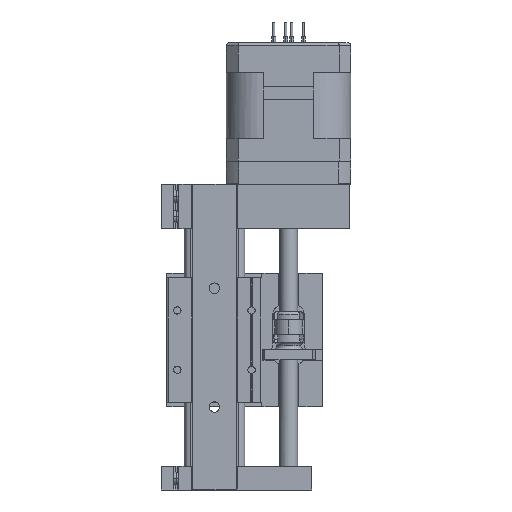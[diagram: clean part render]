
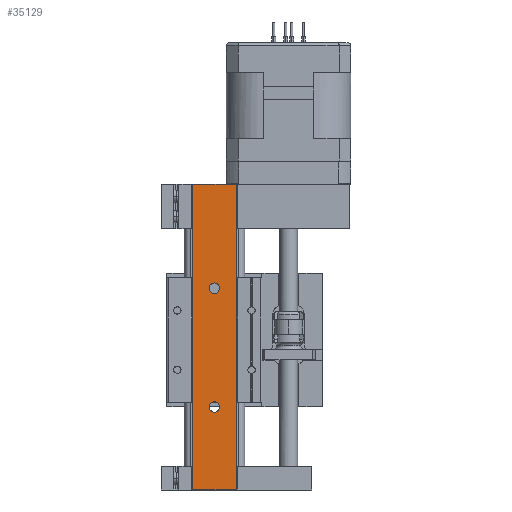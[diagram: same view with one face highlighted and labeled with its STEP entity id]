
A CAD part, front view. The second image highlights one B-rep face of the part: STEP entity #35129.
In plain terms, the highlighted planar face has unit normal (0, -1, 0).
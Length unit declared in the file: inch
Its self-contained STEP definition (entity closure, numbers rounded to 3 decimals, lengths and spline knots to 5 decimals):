
#2028 = VERTEX_POINT ( 'NONE', #21911 ) ;
#2832 = EDGE_CURVE ( 'NONE', #9881, #50162, #50610, .T. ) ;
#4816 = CARTESIAN_POINT ( 'NONE',  ( 0., 0., -1.378 ) ) ;
#5909 = EDGE_CURVE ( 'NONE', #20163, #13186, #6410, .T. ) ;
#6210 = LINE ( 'NONE', #30186, #29470 ) ;
#6410 = LINE ( 'NONE', #12332, #28304 ) ;
#7037 = ORIENTED_EDGE ( 'NONE', *, *, #33975, .T. ) ;
#7434 = AXIS2_PLACEMENT_3D ( 'NONE', #21368, #40330, #16725 ) ;
#7607 = EDGE_CURVE ( 'NONE', #2028, #20163, #6210, .T. ) ;
#7624 = ORIENTED_EDGE ( 'NONE', *, *, #40656, .T. ) ;
#7832 = AXIS2_PLACEMENT_3D ( 'NONE', #4816, #50772, #60732 ) ;
#8424 = AXIS2_PLACEMENT_3D ( 'NONE', #13841, #32775, #51656 ) ;
#9881 = VERTEX_POINT ( 'NONE', #13411 ) ;
#11705 = EDGE_LOOP ( 'NONE', ( #38898, #7624 ) ) ;
#12332 = CARTESIAN_POINT ( 'NONE',  ( -0.29079, 0., 0. ) ) ;
#13007 = AXIS2_PLACEMENT_3D ( 'NONE', #40905, #44680, #44039 ) ;
#13186 = VERTEX_POINT ( 'NONE', #33556 ) ;
#13411 = CARTESIAN_POINT ( 'NONE',  ( 0., 0., -1.3091 ) ) ;
#13841 = CARTESIAN_POINT ( 'NONE',  ( 0., 0., -2.9528 ) ) ;
#14183 = AXIS2_PLACEMENT_3D ( 'NONE', #28660, #38574, #24555 ) ;
#15303 = DIRECTION ( 'NONE',  ( 0., 0., 1. ) ) ;
#16145 = CIRCLE ( 'NONE', #14183, 0.0689 ) ;
#16264 = ORIENTED_EDGE ( 'NONE', *, *, #43114, .T. ) ;
#16725 = DIRECTION ( 'NONE',  ( 0., 0., -1. ) ) ;
#17682 = CARTESIAN_POINT ( 'NONE',  ( 0., 0., -1.4469 ) ) ;
#17809 = CARTESIAN_POINT ( 'NONE',  ( 0., 0., -3.0217 ) ) ;
#18261 = ORIENTED_EDGE ( 'NONE', *, *, #59523, .T. ) ;
#20163 = VERTEX_POINT ( 'NONE', #22529 ) ;
#20324 = EDGE_LOOP ( 'NONE', ( #7037, #49118 ) ) ;
#21368 = CARTESIAN_POINT ( 'NONE',  ( -0.29079, 0., -4.055 ) ) ;
#21911 = CARTESIAN_POINT ( 'NONE',  ( -0.29079, 0., -4.055 ) ) ;
#22358 = DIRECTION ( 'NONE',  ( 1., 0., 0. ) ) ;
#22529 = CARTESIAN_POINT ( 'NONE',  ( -0.29079, 0., 0. ) ) ;
#24555 = DIRECTION ( 'NONE',  ( 0., 0., 1. ) ) ;
#25162 = DIRECTION ( 'NONE',  ( 0., 0., 1. ) ) ;
#26614 = EDGE_CURVE ( 'NONE', #46820, #31350, #45119, .T. ) ;
#27331 = VERTEX_POINT ( 'NONE', #55429 ) ;
#28304 = VECTOR ( 'NONE', #44600, 39.37008 ) ;
#28660 = CARTESIAN_POINT ( 'NONE',  ( 0., 0., -2.9528 ) ) ;
#29470 = VECTOR ( 'NONE', #25162, 39.37008 ) ;
#30186 = CARTESIAN_POINT ( 'NONE',  ( -0.29079, 0., -4.055 ) ) ;
#31350 = VERTEX_POINT ( 'NONE', #41897 ) ;
#32666 = CIRCLE ( 'NONE', #7832, 0.0689 ) ;
#32775 = DIRECTION ( 'NONE',  ( 0., 1., 0. ) ) ;
#33556 = CARTESIAN_POINT ( 'NONE',  ( 0.29079, 0., 0. ) ) ;
#33975 = EDGE_CURVE ( 'NONE', #31350, #46820, #16145, .T. ) ;
#34535 = LINE ( 'NONE', #39814, #58103 ) ;
#35129 = ADVANCED_FACE ( 'NONE', ( #56767, #52117, #42500 ), #47761, .T. ) ;
#35426 = LINE ( 'NONE', #51491, #60375 ) ;
#36293 = ORIENTED_EDGE ( 'NONE', *, *, #7607, .F. ) ;
#38574 = DIRECTION ( 'NONE',  ( 0., 1., 0. ) ) ;
#38898 = ORIENTED_EDGE ( 'NONE', *, *, #2832, .T. ) ;
#39709 = ORIENTED_EDGE ( 'NONE', *, *, #5909, .F. ) ;
#39814 = CARTESIAN_POINT ( 'NONE',  ( 0.29079, 0., -4.055 ) ) ;
#40330 = DIRECTION ( 'NONE',  ( 0., -1., 0. ) ) ;
#40656 = EDGE_CURVE ( 'NONE', #50162, #9881, #32666, .T. ) ;
#40905 = CARTESIAN_POINT ( 'NONE',  ( 0., 0., -1.378 ) ) ;
#41897 = CARTESIAN_POINT ( 'NONE',  ( 0., 0., -2.88391 ) ) ;
#42500 = FACE_OUTER_BOUND ( 'NONE', #48271, .T. ) ;
#43114 = EDGE_CURVE ( 'NONE', #2028, #27331, #35426, .T. ) ;
#44039 = DIRECTION ( 'NONE',  ( 0., 0., 1. ) ) ;
#44600 = DIRECTION ( 'NONE',  ( 1., 0., 0. ) ) ;
#44680 = DIRECTION ( 'NONE',  ( 0., 1., 0. ) ) ;
#45119 = CIRCLE ( 'NONE', #8424, 0.0689 ) ;
#46820 = VERTEX_POINT ( 'NONE', #17809 ) ;
#47761 = PLANE ( 'NONE',  #7434 ) ;
#48271 = EDGE_LOOP ( 'NONE', ( #39709, #36293, #16264, #18261 ) ) ;
#49118 = ORIENTED_EDGE ( 'NONE', *, *, #26614, .T. ) ;
#50162 = VERTEX_POINT ( 'NONE', #17682 ) ;
#50610 = CIRCLE ( 'NONE', #13007, 0.0689 ) ;
#50772 = DIRECTION ( 'NONE',  ( 0., 1., 0. ) ) ;
#51491 = CARTESIAN_POINT ( 'NONE',  ( -0.29079, 0., -4.055 ) ) ;
#51656 = DIRECTION ( 'NONE',  ( 0., 0., 1. ) ) ;
#52117 = FACE_BOUND ( 'NONE', #11705, .T. ) ;
#55429 = CARTESIAN_POINT ( 'NONE',  ( 0.29079, 0., -4.055 ) ) ;
#56767 = FACE_BOUND ( 'NONE', #20324, .T. ) ;
#58103 = VECTOR ( 'NONE', #15303, 39.37008 ) ;
#59523 = EDGE_CURVE ( 'NONE', #27331, #13186, #34535, .T. ) ;
#60375 = VECTOR ( 'NONE', #22358, 39.37008 ) ;
#60732 = DIRECTION ( 'NONE',  ( 0., 0., 1. ) ) ;
